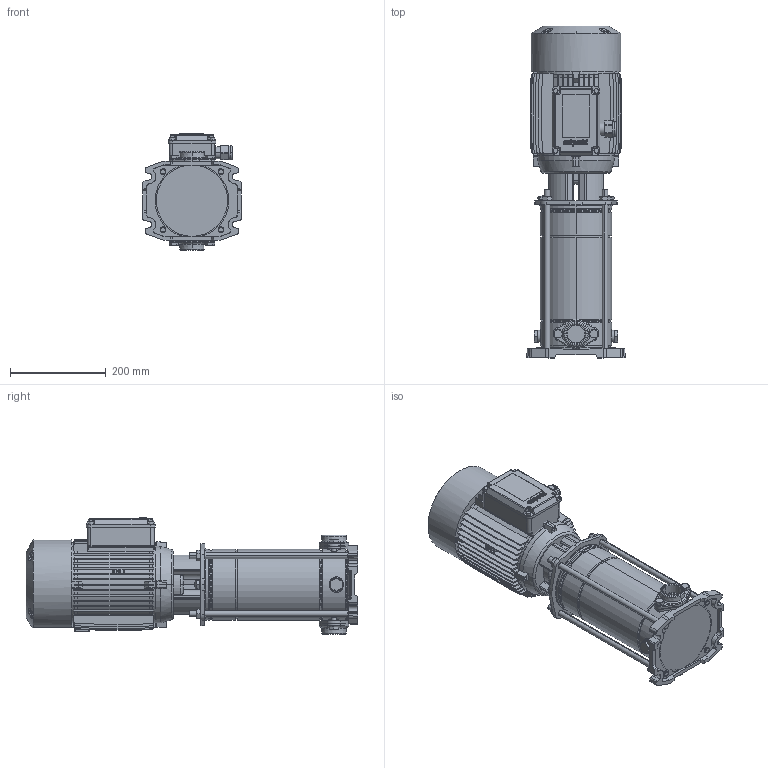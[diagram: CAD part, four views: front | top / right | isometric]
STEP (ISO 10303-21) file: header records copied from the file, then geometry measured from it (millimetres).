
FILE_DESCRIPTION (( 'STEP AP214' ), '1' );
FILE_NAME ('10009474swa01.step', '2022-02-16T16:32:34', ( '' ), ( '' ), 'SwSTEP 2.0', 'SolidWorks 2020', '' );
FILE_SCHEMA (( 'AUTOMOTIVE_DESIGN' ));
Length unit declared in the file: millimetre
Products named in the file (11): 10000005swn00_M12 A2-70; 10009474swa01; 10008798swn00_OR3181 - 45.69x2.62 - EPDM; 10000015swn00_M10x20 A2; 10008489swp00_LAVORATO; 10007641swp00; 10009346swp00; 10007670swn00_M25x1.5; 10007571swp00_90 SZ VERT; 10007653swp00_M12X345; 10007646swp00_MXV 25-307 O
Assembly tree (21 placements, depth 2):
  10009474swa01
    10007641swp00
    10007646swp00_MXV 25-307 O
    10007653swp00_M12X345  x4
    10009346swp00
    10007571swp00_90 SZ VERT
    10007670swn00_M25x1.5
    10000005swn00_M12 A2-70  x4
    10008798swn00_OR3181 - 45.69x2.62 - EPDM  x2
    10008489swp00_LAVORATO  x2
    10000015swn00_M10x20 A2  x4
Bounding box: 205 x 692.5 x 242.2 mm (x, y, z)
Volume: 14265756.8 mm3; surface area: 1138981.4 mm2
Topology: 41 solids, 42 shells, 2320 faces, 5845 edges, 3668 vertices
Faces by surface type: plane 1135, cylinder 528, cone 356, bspline 156, torus 137, sphere 8
Entity records: 68985 total; most frequent: CARTESIAN_POINT 18500, ORIENTED_EDGE 10650, DIRECTION 9899, EDGE_CURVE 5325, AXIS2_PLACEMENT_3D 3432, VERTEX_POINT 3397, VECTOR 3035, LINE 3035
